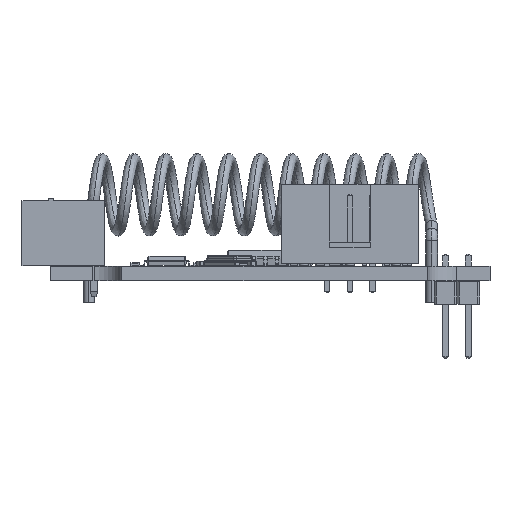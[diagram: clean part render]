
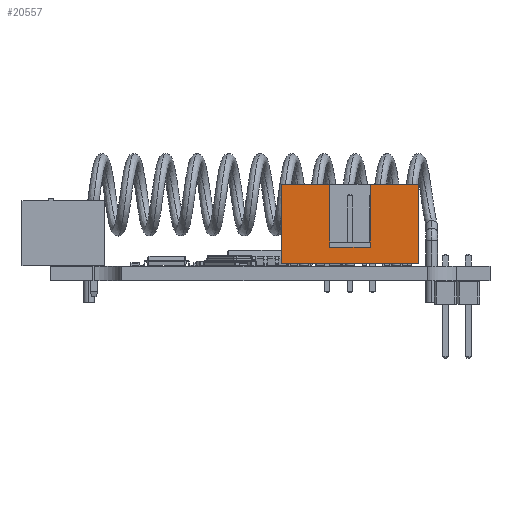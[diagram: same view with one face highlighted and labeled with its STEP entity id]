
A CAD part, front view. The second image highlights one B-rep face of the part: STEP entity #20557.
In plain terms, the highlighted face is planar.
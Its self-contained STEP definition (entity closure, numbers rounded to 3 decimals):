
#20557 = ADVANCED_FACE('',(#20558),#20624,.T.);
#20558 = FACE_BOUND('',#20559,.T.);
#20559 = EDGE_LOOP('',(#20560,#20570,#20578,#20586,#20594,#20602,#20610,
    #20618));
#20560 = ORIENTED_EDGE('',*,*,#20561,.F.);
#20561 = EDGE_CURVE('',#20562,#20564,#20566,.T.);
#20562 = VERTEX_POINT('',#20563);
#20563 = CARTESIAN_POINT('',(-3.155,5.1,0.25));
#20564 = VERTEX_POINT('',#20565);
#20565 = CARTESIAN_POINT('',(-3.155,5.1,9.1));
#20566 = LINE('',#20567,#20568);
#20567 = CARTESIAN_POINT('',(-3.155,5.1,0.25));
#20568 = VECTOR('',#20569,1.);
#20569 = DIRECTION('',(0.,0.,1.));
#20570 = ORIENTED_EDGE('',*,*,#20571,.T.);
#20571 = EDGE_CURVE('',#20562,#20572,#20574,.T.);
#20572 = VERTEX_POINT('',#20573);
#20573 = CARTESIAN_POINT('',(-3.155,-10.18,0.25));
#20574 = LINE('',#20575,#20576);
#20575 = CARTESIAN_POINT('',(-3.155,5.1,0.25));
#20576 = VECTOR('',#20577,1.);
#20577 = DIRECTION('',(0.,-1.,0.));
#20578 = ORIENTED_EDGE('',*,*,#20579,.T.);
#20579 = EDGE_CURVE('',#20572,#20580,#20582,.T.);
#20580 = VERTEX_POINT('',#20581);
#20581 = CARTESIAN_POINT('',(-3.155,-10.18,9.1));
#20582 = LINE('',#20583,#20584);
#20583 = CARTESIAN_POINT('',(-3.155,-10.18,2.6));
#20584 = VECTOR('',#20585,1.);
#20585 = DIRECTION('',(0.,0.,1.));
#20586 = ORIENTED_EDGE('',*,*,#20587,.F.);
#20587 = EDGE_CURVE('',#20588,#20580,#20590,.T.);
#20588 = VERTEX_POINT('',#20589);
#20589 = CARTESIAN_POINT('',(-3.155,-4.79,9.1));
#20590 = LINE('',#20591,#20592);
#20591 = CARTESIAN_POINT('',(-3.155,5.1,9.1));
#20592 = VECTOR('',#20593,1.);
#20593 = DIRECTION('',(0.,-1.,0.));
#20594 = ORIENTED_EDGE('',*,*,#20595,.T.);
#20595 = EDGE_CURVE('',#20588,#20596,#20598,.T.);
#20596 = VERTEX_POINT('',#20597);
#20597 = CARTESIAN_POINT('',(-3.155,-4.79,2.1));
#20598 = LINE('',#20599,#20600);
#20599 = CARTESIAN_POINT('',(-3.155,-4.79,3.388));
#20600 = VECTOR('',#20601,1.);
#20601 = DIRECTION('',(0.,0.,-1.));
#20602 = ORIENTED_EDGE('',*,*,#20603,.T.);
#20603 = EDGE_CURVE('',#20596,#20604,#20606,.T.);
#20604 = VERTEX_POINT('',#20605);
#20605 = CARTESIAN_POINT('',(-3.155,-0.29,2.1));
#20606 = LINE('',#20607,#20608);
#20607 = CARTESIAN_POINT('',(-3.155,-2.54,2.1));
#20608 = VECTOR('',#20609,1.);
#20609 = DIRECTION('',(0.,1.,0.));
#20610 = ORIENTED_EDGE('',*,*,#20611,.T.);
#20611 = EDGE_CURVE('',#20604,#20612,#20614,.T.);
#20612 = VERTEX_POINT('',#20613);
#20613 = CARTESIAN_POINT('',(-3.155,-0.29,9.1));
#20614 = LINE('',#20615,#20616);
#20615 = CARTESIAN_POINT('',(-3.155,-0.29,3.388));
#20616 = VECTOR('',#20617,1.);
#20617 = DIRECTION('',(0.,0.,1.));
#20618 = ORIENTED_EDGE('',*,*,#20619,.F.);
#20619 = EDGE_CURVE('',#20564,#20612,#20620,.T.);
#20620 = LINE('',#20621,#20622);
#20621 = CARTESIAN_POINT('',(-3.155,5.1,9.1));
#20622 = VECTOR('',#20623,1.);
#20623 = DIRECTION('',(0.,-1.,0.));
#20624 = PLANE('',#20625);
#20625 = AXIS2_PLACEMENT_3D('',#20626,#20627,#20628);
#20626 = CARTESIAN_POINT('',(-3.155,-2.54,4.675));
#20627 = DIRECTION('',(-1.,-0.,-0.));
#20628 = DIRECTION('',(0.,0.,-1.));
